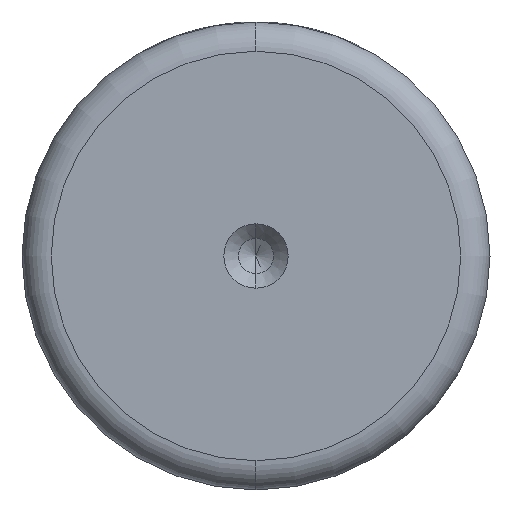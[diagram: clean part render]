
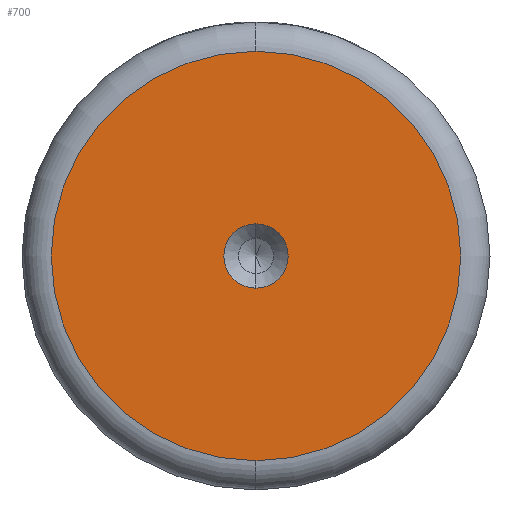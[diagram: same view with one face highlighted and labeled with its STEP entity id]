
A CAD part, left-side view. The second image highlights one B-rep face of the part: STEP entity #700.
In plain terms, the highlighted planar face has unit normal (-1, 0, 0).
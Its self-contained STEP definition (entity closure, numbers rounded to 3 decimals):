
#34 = CARTESIAN_POINT ( 'NONE',  ( 0., 0., 0. ) ) ;
#84 = CARTESIAN_POINT ( 'NONE',  ( 0., 0., 0. ) ) ;
#104 = CARTESIAN_POINT ( 'NONE',  ( 0., 0., 0. ) ) ;
#108 = CIRCLE ( 'NONE', #348, 21. ) ;
#165 = DIRECTION ( 'NONE',  ( 0., 0., 1. ) ) ;
#182 = ORIENTED_EDGE ( 'NONE', *, *, #329, .T. ) ;
#200 = ORIENTED_EDGE ( 'NONE', *, *, #1341, .F. ) ;
#215 = DIRECTION ( 'NONE',  ( 0., 0., 1. ) ) ;
#231 = FACE_BOUND ( 'NONE', #930, .T. ) ;
#233 = DIRECTION ( 'NONE',  ( 0., 0., 1. ) ) ;
#243 = AXIS2_PLACEMENT_3D ( 'NONE', #104, #902, #233 ) ;
#256 = EDGE_LOOP ( 'NONE', ( #182, #299 ) ) ;
#278 = EDGE_CURVE ( 'NONE', #1362, #1344, #421, .T. ) ;
#299 = ORIENTED_EDGE ( 'NONE', *, *, #278, .T. ) ;
#329 = EDGE_CURVE ( 'NONE', #1344, #1362, #108, .T. ) ;
#348 = AXIS2_PLACEMENT_3D ( 'NONE', #1327, #675, #1441 ) ;
#405 = DIRECTION ( 'NONE',  ( 0., 0., 1. ) ) ;
#421 = CIRCLE ( 'NONE', #645, 21. ) ;
#485 = CARTESIAN_POINT ( 'NONE',  ( 0., 0., -21. ) ) ;
#501 = CIRCLE ( 'NONE', #243, 3.3 ) ;
#520 = CARTESIAN_POINT ( 'NONE',  ( 0., 0., 0. ) ) ;
#632 = AXIS2_PLACEMENT_3D ( 'NONE', #34, #835, #165 ) ;
#645 = AXIS2_PLACEMENT_3D ( 'NONE', #84, #889, #215 ) ;
#675 = DIRECTION ( 'NONE',  ( -1., 0., 0. ) ) ;
#700 = ADVANCED_FACE ( 'NONE', ( #231, #763 ), #738, .T. ) ;
#728 = AXIS2_PLACEMENT_3D ( 'NONE', #520, #1057, #405 ) ;
#738 = PLANE ( 'NONE',  #728 ) ;
#743 = CIRCLE ( 'NONE', #632, 3.3 ) ;
#763 = FACE_OUTER_BOUND ( 'NONE', #256, .T. ) ;
#765 = ORIENTED_EDGE ( 'NONE', *, *, #1052, .F. ) ;
#835 = DIRECTION ( 'NONE',  ( -1., 0., 0. ) ) ;
#850 = VERTEX_POINT ( 'NONE', #1301 ) ;
#870 = VERTEX_POINT ( 'NONE', #969 ) ;
#889 = DIRECTION ( 'NONE',  ( -1., 0., 0. ) ) ;
#902 = DIRECTION ( 'NONE',  ( -1., 0., 0. ) ) ;
#930 = EDGE_LOOP ( 'NONE', ( #200, #765 ) ) ;
#969 = CARTESIAN_POINT ( 'NONE',  ( 0., 0., -3.3 ) ) ;
#1052 = EDGE_CURVE ( 'NONE', #870, #850, #743, .T. ) ;
#1057 = DIRECTION ( 'NONE',  ( -1., 0., 0. ) ) ;
#1301 = CARTESIAN_POINT ( 'NONE',  ( 0., 0., 3.3 ) ) ;
#1327 = CARTESIAN_POINT ( 'NONE',  ( 0., 0., 0. ) ) ;
#1341 = EDGE_CURVE ( 'NONE', #850, #870, #501, .T. ) ;
#1344 = VERTEX_POINT ( 'NONE', #1452 ) ;
#1362 = VERTEX_POINT ( 'NONE', #485 ) ;
#1441 = DIRECTION ( 'NONE',  ( 0., 0., 1. ) ) ;
#1452 = CARTESIAN_POINT ( 'NONE',  ( 0., 0., 21. ) ) ;
